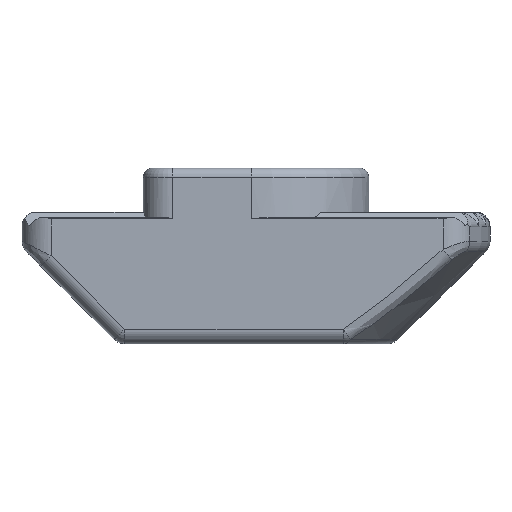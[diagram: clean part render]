
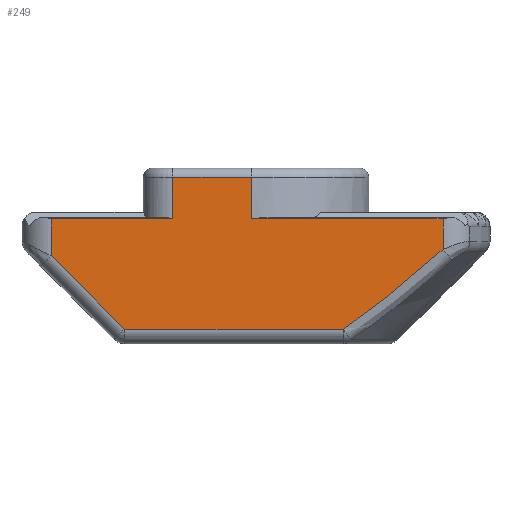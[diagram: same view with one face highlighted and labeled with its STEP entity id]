
A CAD part, front view. The second image highlights one B-rep face of the part: STEP entity #249.
In plain terms, the highlighted planar face has unit normal (0, -1, 0).
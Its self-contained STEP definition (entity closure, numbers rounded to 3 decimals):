
#249=ADVANCED_FACE('NONE',(#547),#548,.F.);
#547=FACE_OUTER_BOUND('',#893,.T.);
#548=PLANE('',#894);
#893=EDGE_LOOP('',(#1697,#1698,#1699,#1700,#1701,#1702,#1703,#1704,#1705,#1706));
#894=AXIS2_PLACEMENT_3D('',#1707,#1708,#1709);
#1697=ORIENTED_EDGE('',*,*,#2524,.T.);
#1698=ORIENTED_EDGE('',*,*,#2282,.T.);
#1699=ORIENTED_EDGE('',*,*,#2525,.T.);
#1700=ORIENTED_EDGE('',*,*,#2526,.T.);
#1701=ORIENTED_EDGE('',*,*,#2527,.T.);
#1702=ORIENTED_EDGE('',*,*,#2528,.T.);
#1703=ORIENTED_EDGE('',*,*,#2529,.T.);
#1704=ORIENTED_EDGE('',*,*,#2277,.T.);
#1705=ORIENTED_EDGE('',*,*,#2530,.F.);
#1706=ORIENTED_EDGE('',*,*,#2531,.T.);
#1707=CARTESIAN_POINT('',(-8.0,-3.85,4.5));
#1708=DIRECTION('',(0.0,1.0,0.0));
#1709=DIRECTION('',(1.0,0.0,-0.0));
#2277=EDGE_CURVE('NONE',#2702,#2706,#2708,.T.);
#2282=EDGE_CURVE('NONE',#2711,#2715,#2717,.T.);
#2524=EDGE_CURVE('NONE',#3099,#2711,#3100,.T.);
#2525=EDGE_CURVE('NONE',#2715,#3101,#3102,.T.);
#2526=EDGE_CURVE('NONE',#3101,#3103,#3104,.T.);
#2527=EDGE_CURVE('NONE',#3103,#3105,#3106,.T.);
#2528=EDGE_CURVE('NONE',#3105,#3107,#3108,.T.);
#2529=EDGE_CURVE('NONE',#3107,#2702,#3109,.T.);
#2530=EDGE_CURVE('NONE',#3110,#2706,#3111,.T.);
#2531=EDGE_CURVE('NONE',#3110,#3099,#3112,.T.);
#2702=VERTEX_POINT('NONE',#3349);
#2706=VERTEX_POINT('NONE',#3357);
#2708=LINE('',#3362,#3363);
#2711=VERTEX_POINT('NONE',#3366);
#2715=VERTEX_POINT('NONE',#3374);
#2717=LINE('',#3379,#3380);
#3099=VERTEX_POINT('NONE',#4599);
#3100=LINE('',#4600,#4601);
#3101=VERTEX_POINT('NONE',#4602);
#3102=LINE('',#4603,#4604);
#3103=VERTEX_POINT('NONE',#4605);
#3104=LINE('',#4606,#4607);
#3105=VERTEX_POINT('NONE',#4608);
#3106=LINE('',#4609,#4610);
#3107=VERTEX_POINT('NONE',#4611);
#3108=B_SPLINE_CURVE_WITH_KNOTS('',3,(#4612,#4613,#4614,#4615,#4616,#4617),.UNSPECIFIED.,.F.,.F.,(4,2,4),(0.,0.002,0.004),.UNSPECIFIED.);
#3109=LINE('',#4618,#4619);
#3110=VERTEX_POINT('NONE',#4620);
#3111=LINE('',#4621,#4622);
#3112=LINE('',#4623,#4624);
#3349=CARTESIAN_POINT('',(6.394,-3.85,4.271));
#3357=CARTESIAN_POINT('',(-0.15,-3.85,4.271));
#3362=CARTESIAN_POINT('',(-8.0,-3.85,4.271));
#3363=VECTOR('',#4970,1000.0);
#3366=CARTESIAN_POINT('',(-2.85,-3.85,4.271));
#3374=CARTESIAN_POINT('',(-7.0,-3.85,4.271));
#3379=CARTESIAN_POINT('',(-8.0,-3.85,4.271));
#3380=VECTOR('',#4972,1000.0);
#4599=CARTESIAN_POINT('',(-2.85,-3.85,5.7));
#4600=CARTESIAN_POINT('',(-2.85,-3.85,4.5));
#4601=VECTOR('',#5082,1000.0);
#4602=CARTESIAN_POINT('',(-7.0,-3.85,3.007));
#4603=CARTESIAN_POINT('',(-7.0,-3.85,4.5));
#4604=VECTOR('',#5083,1000.0);
#4605=CARTESIAN_POINT('',(-4.493,-3.85,0.5));
#4606=CARTESIAN_POINT('',(-4.346,-3.85,0.354));
#4607=VECTOR('',#5084,1000.0);
#4608=CARTESIAN_POINT('',(2.994,-3.85,0.5));
#4609=CARTESIAN_POINT('',(-8.0,-3.85,0.5));
#4610=VECTOR('',#5085,1000.0);
#4611=CARTESIAN_POINT('',(6.394,-3.85,3.225));
#4612=CARTESIAN_POINT('',(2.994,-3.85,0.5));
#4613=CARTESIAN_POINT('',(3.601,-3.85,0.904));
#4614=CARTESIAN_POINT('',(4.174,-3.85,1.35));
#4615=CARTESIAN_POINT('',(5.299,-3.85,2.268));
#4616=CARTESIAN_POINT('',(5.849,-3.85,2.743));
#4617=CARTESIAN_POINT('',(6.394,-3.85,3.225));
#4618=CARTESIAN_POINT('',(6.394,-3.85,4.5));
#4619=VECTOR('',#5086,1000.0);
#4620=CARTESIAN_POINT('',(-0.15,-3.85,5.7));
#4621=CARTESIAN_POINT('',(-0.15,-3.85,6.0));
#4622=VECTOR('',#5087,1000.0);
#4623=CARTESIAN_POINT('',(-8.0,-3.85,5.7));
#4624=VECTOR('',#5088,1000.0);
#4970=DIRECTION('',(-1.0,0.0,0.));
#4972=DIRECTION('',(-1.0,0.0,0.));
#5082=DIRECTION('',(0.0,0.0,-1.0));
#5083=DIRECTION('',(0.0,0.0,-1.0));
#5084=DIRECTION('',(0.707,-0.0,-0.707));
#5085=DIRECTION('',(1.0,0.0,0.0));
#5086=DIRECTION('',(-0.0,-0.0,1.0));
#5087=DIRECTION('',(-0.0,-0.0,-1.0));
#5088=DIRECTION('',(-1.0,-0.0,-0.0));
